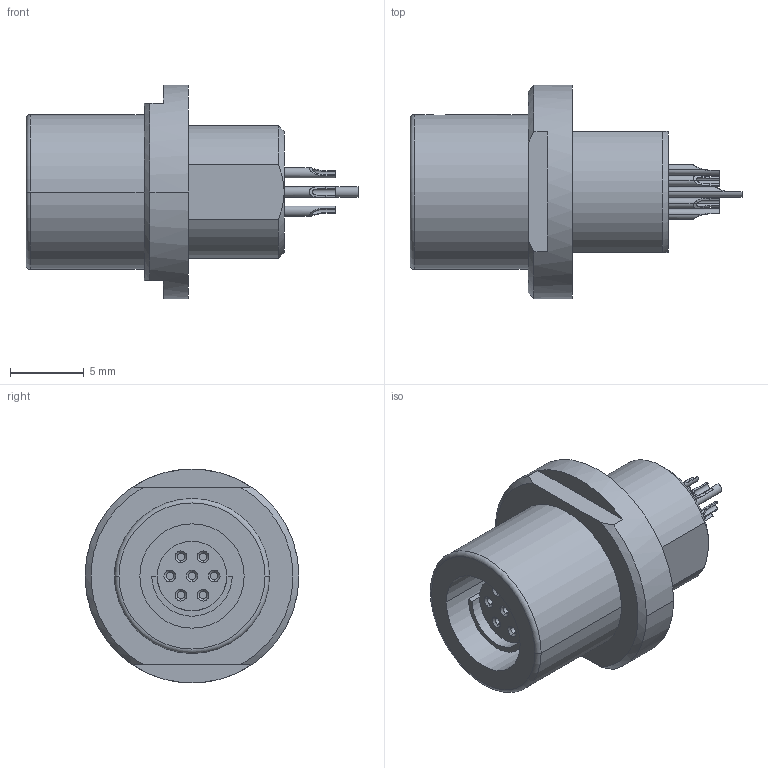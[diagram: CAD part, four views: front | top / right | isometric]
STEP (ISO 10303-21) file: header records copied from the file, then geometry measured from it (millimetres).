
FILE_DESCRIPTION((''),'2;1');
FILE_NAME('G40F1C-P07L','2021-02-15T13:31:25',('RTrager'),(''),'CREO PARAMETRIC BY PTC INC, 2018300','CREO PARAMETRIC BY PTC INC, 2018300','');
FILE_SCHEMA(('AP242_MANAGED_MODEL_BASED_3D_ENGINEERING_MIM_LF { 1 0 10303 442 1 1 4 }'));
Length unit declared in the file: millimetre
Products named in the file (1): G40F1C-P07L
Bounding box: 22.5 x 14.5 x 14.5 mm (x, y, z)
Volume: 1328.3 mm3; surface area: 1530.8 mm2
Topology: 1 solids, 1 shells, 134 faces, 315 edges, 202 vertices
Faces by surface type: cylinder 69, plane 39, cone 18, torus 8
Entity records: 6685 total; most frequent: CARTESIAN_POINT 1102, DIRECTION 697, ORIENTED_EDGE 630, PRESENTATION_STYLE_ASSIGNMENT 439, STYLED_ITEM 333, CURVE_STYLE 315, EDGE_CURVE 315, AXIS2_PLACEMENT_3D 288
